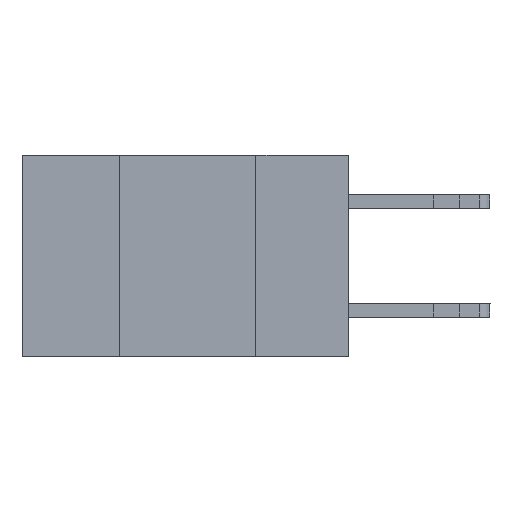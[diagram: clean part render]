
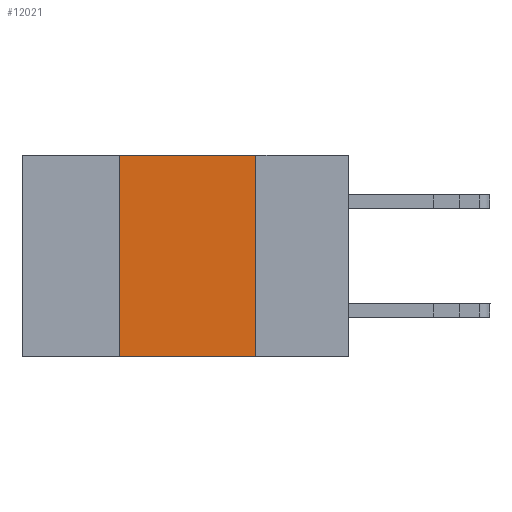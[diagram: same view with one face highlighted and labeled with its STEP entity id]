
A CAD part, left-side view. The second image highlights one B-rep face of the part: STEP entity #12021.
In plain terms, the highlighted planar face has unit normal (-1, 0, 0).
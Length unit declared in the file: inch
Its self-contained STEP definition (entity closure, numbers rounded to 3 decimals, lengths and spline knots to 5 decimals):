
#1046 = CARTESIAN_POINT ( 'NONE',  ( 0., 0.42, 0. ) ) ;
#1188 = VERTEX_POINT ( 'NONE', #1046 ) ;
#1205 = DIRECTION ( 'NONE',  ( 0., 0., -1. ) ) ;
#1712 = VERTEX_POINT ( 'NONE', #4571 ) ;
#2407 = VECTOR ( 'NONE', #7756, 39.37008 ) ;
#2553 = DIRECTION ( 'NONE',  ( 0., 0., -1. ) ) ;
#2807 = ORIENTED_EDGE ( 'NONE', *, *, #10222, .T. ) ;
#2950 = PLANE ( 'NONE',  #20445 ) ;
#3750 = LINE ( 'NONE', #5911, #7231 ) ;
#3771 = CARTESIAN_POINT ( 'NONE',  ( 0., 0.6, 0. ) ) ;
#4571 = CARTESIAN_POINT ( 'NONE',  ( 0., 0.17, 0. ) ) ;
#4703 = CARTESIAN_POINT ( 'NONE',  ( 0., 0.6, 0. ) ) ;
#5468 = DIRECTION ( 'NONE',  ( 0., -1., 0. ) ) ;
#5911 = CARTESIAN_POINT ( 'NONE',  ( 0., 0.6, -0.37 ) ) ;
#6012 = CARTESIAN_POINT ( 'NONE',  ( 0., 0.42, 0. ) ) ;
#7007 = LINE ( 'NONE', #6012, #2407 ) ;
#7231 = VECTOR ( 'NONE', #21399, 39.37008 ) ;
#7709 = VERTEX_POINT ( 'NONE', #15509 ) ;
#7756 = DIRECTION ( 'NONE',  ( 0., 0., 1. ) ) ;
#9565 = EDGE_CURVE ( 'NONE', #7709, #1188, #7007, .T. ) ;
#9818 = VERTEX_POINT ( 'NONE', #18488 ) ;
#10005 = FACE_OUTER_BOUND ( 'NONE', #20847, .T. ) ;
#10058 = ORIENTED_EDGE ( 'NONE', *, *, #15141, .F. ) ;
#10222 = EDGE_CURVE ( 'NONE', #7709, #9818, #3750, .T. ) ;
#12021 = ADVANCED_FACE ( 'NONE', ( #10005 ), #2950, .F. ) ;
#14310 = ORIENTED_EDGE ( 'NONE', *, *, #19407, .F. ) ;
#15141 = EDGE_CURVE ( 'NONE', #1712, #9818, #15808, .T. ) ;
#15509 = CARTESIAN_POINT ( 'NONE',  ( 0., 0.42, -0.37 ) ) ;
#15808 = LINE ( 'NONE', #17922, #16352 ) ;
#16352 = VECTOR ( 'NONE', #2553, 39.37008 ) ;
#16442 = LINE ( 'NONE', #3771, #17233 ) ;
#17233 = VECTOR ( 'NONE', #5468, 39.37008 ) ;
#17922 = CARTESIAN_POINT ( 'NONE',  ( 0., 0.17, 0. ) ) ;
#18488 = CARTESIAN_POINT ( 'NONE',  ( 0., 0.17, -0.37 ) ) ;
#19307 = ORIENTED_EDGE ( 'NONE', *, *, #9565, .F. ) ;
#19407 = EDGE_CURVE ( 'NONE', #1188, #1712, #16442, .T. ) ;
#19948 = DIRECTION ( 'NONE',  ( 1., 0., 0. ) ) ;
#20445 = AXIS2_PLACEMENT_3D ( 'NONE', #4703, #19948, #1205 ) ;
#20847 = EDGE_LOOP ( 'NONE', ( #10058, #14310, #19307, #2807 ) ) ;
#21399 = DIRECTION ( 'NONE',  ( 0., -1., 0. ) ) ;
